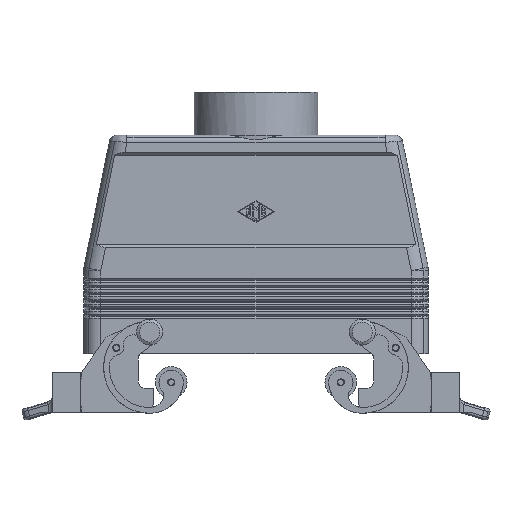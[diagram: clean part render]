
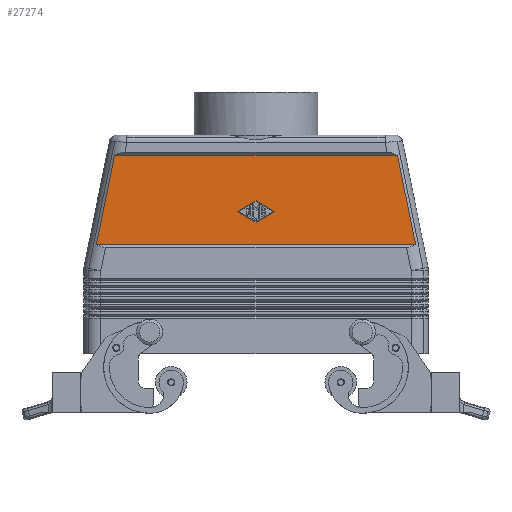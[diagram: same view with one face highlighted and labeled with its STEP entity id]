
A CAD part, front view. The second image highlights one B-rep face of the part: STEP entity #27274.
In plain terms, the highlighted planar face has unit normal (0, -1, 0).
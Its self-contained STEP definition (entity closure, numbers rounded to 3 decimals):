
#1805=CARTESIAN_POINT('',(49.191,-20.5,69.0));
#1806=VERTEX_POINT('',#1805);
#1814=CARTESIAN_POINT('',(55.525,-20.5,38.0));
#1815=VERTEX_POINT('',#1814);
#1816=CARTESIAN_POINT('',(49.191,-20.5,69.0));
#1817=DIRECTION('',(0.2,0.0,-0.98));
#1818=VECTOR('',#1817,31.64);
#1819=LINE('',#1816,#1818);
#1820=EDGE_CURVE('',#1806,#1815,#1819,.T.);
#2041=CARTESIAN_POINT('',(-55.525,-20.5,38.0));
#2042=VERTEX_POINT('',#2041);
#2050=CARTESIAN_POINT('',(-49.191,-20.5,69.0));
#2051=VERTEX_POINT('',#2050);
#2052=CARTESIAN_POINT('',(-55.525,-20.5,38.0));
#2053=DIRECTION('',(0.2,0.0,0.98));
#2054=VECTOR('',#2053,31.64);
#2055=LINE('',#2052,#2054);
#2056=EDGE_CURVE('',#2042,#2051,#2055,.T.);
#26419=CARTESIAN_POINT('',(0.,-20.5,53.149));
#26420=VERTEX_POINT('',#26419);
#26421=CARTESIAN_POINT('',(6.5,-20.5,49.4));
#26422=VERTEX_POINT('',#26421);
#26423=CARTESIAN_POINT('',(0.,-20.5,53.149));
#26424=DIRECTION('',(0.866,0.0,-0.5));
#26425=VECTOR('',#26424,7.504);
#26426=LINE('',#26423,#26425);
#26427=EDGE_CURVE('',#26420,#26422,#26426,.T.);
#26459=CARTESIAN_POINT('',(0.,-20.5,45.651));
#26460=VERTEX_POINT('',#26459);
#26461=CARTESIAN_POINT('',(6.5,-20.5,49.4));
#26462=DIRECTION('',(-0.866,0.0,-0.5));
#26463=VECTOR('',#26462,7.504);
#26464=LINE('',#26461,#26463);
#26465=EDGE_CURVE('',#26422,#26460,#26464,.T.);
#26543=CARTESIAN_POINT('',(-6.5,-20.5,49.4));
#26544=VERTEX_POINT('',#26543);
#26545=CARTESIAN_POINT('',(0.,-20.5,45.651));
#26546=DIRECTION('',(-0.866,0.0,0.5));
#26547=VECTOR('',#26546,7.504);
#26548=LINE('',#26545,#26547);
#26549=EDGE_CURVE('',#26460,#26544,#26548,.T.);
#26574=CARTESIAN_POINT('',(-6.5,-20.5,49.4));
#26575=DIRECTION('',(0.866,0.0,0.5));
#26576=VECTOR('',#26575,7.504);
#26577=LINE('',#26574,#26576);
#26578=EDGE_CURVE('',#26544,#26420,#26577,.T.);
#27247=CARTESIAN_POINT('',(0.0,-20.5,69.0));
#27248=DIRECTION('',(0.0,1.0,0.0));
#27249=DIRECTION('',(0.0,0.0,1.0));
#27250=AXIS2_PLACEMENT_3D('',#27247,#27248,#27249);
#27251=PLANE('',#27250);
#27252=ORIENTED_EDGE('',*,*,#1820,.F.);
#27253=CARTESIAN_POINT('',(-49.191,-20.5,69.0));
#27254=DIRECTION('',(1.0,0.0,0.0));
#27255=VECTOR('',#27254,98.383);
#27256=LINE('',#27253,#27255);
#27257=EDGE_CURVE('',#2051,#1806,#27256,.T.);
#27258=ORIENTED_EDGE('',*,*,#27257,.F.);
#27259=ORIENTED_EDGE('',*,*,#2056,.F.);
#27260=CARTESIAN_POINT('',(-55.525,-20.5,38.0));
#27261=DIRECTION('',(1.0,0.0,0.0));
#27262=VECTOR('',#27261,111.049);
#27263=LINE('',#27260,#27262);
#27264=EDGE_CURVE('',#2042,#1815,#27263,.T.);
#27265=ORIENTED_EDGE('',*,*,#27264,.T.);
#27266=EDGE_LOOP('',(#27252,#27258,#27259,#27265));
#27267=FACE_OUTER_BOUND('',#27266,.T.);
#27268=ORIENTED_EDGE('',*,*,#26549,.T.);
#27269=ORIENTED_EDGE('',*,*,#26578,.T.);
#27270=ORIENTED_EDGE('',*,*,#26427,.T.);
#27271=ORIENTED_EDGE('',*,*,#26465,.T.);
#27272=EDGE_LOOP('',(#27268,#27269,#27270,#27271));
#27273=FACE_BOUND('',#27272,.T.);
#27274=ADVANCED_FACE('',(#27267,#27273),#27251,.F.);
